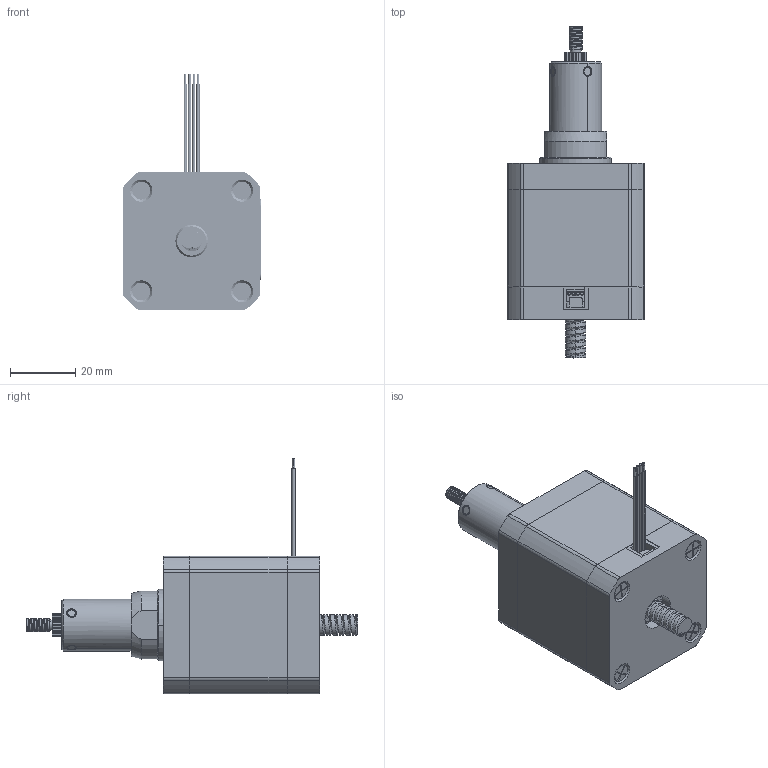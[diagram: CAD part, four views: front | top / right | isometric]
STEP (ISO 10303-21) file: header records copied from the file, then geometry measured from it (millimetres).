
FILE_DESCRIPTION (( 'STEP AP214' ), '1' );
FILE_NAME ('17K22-25.STEP', '2023-03-07T07:48:08', ( '' ), ( '' ), 'SwSTEP 2.0', 'SolidWorks 2022', '' );
FILE_SCHEMA (( 'AUTOMOTIVE_DESIGN' ));
Length unit declared in the file: millimetre
Products named in the file (30): 06-291.STP; 07-004双叠厚磁钢.STP; 03-037-8（17N2049转子总成攻丝，S导程）.STP; 03-016（17H2049直线电机转子铁芯 ）.STP; 04-607-15.STP; 09-007-3（绿）.STP; 12-007护线套.STP; 04-064注塑体.STP; 09-007-4（绿白）.STP; 10-009磁钢.STP; 11-008（M3X43平头）.STP; 09-007-1（红）.STP; 05-0108-6.STP; 注塑导体.STP; 15-001-033(17H2049漆包线）.STP; 04-014（17N2049转子轴）.STP; 17K22-25; 01-008前盖.STP; 17K22-25.STP; 42双厚铭牌.STP; 01-009后盖.STP; 04-064（17N2049注塑铜轴).STP; 02-022（双叠厚定子铁芯）.STP; 09-007-2（红白）.STP; 07-010轴承.STP; 12-018-3（17H2049骨架）.STP; 02-023-2(1.2A,双叠厚定子组件）.STP; 花键轴 - 注塑.STP; 04-602-7.STP; 10-003（调整垫）.STP
Assembly tree (38 placements, depth 5):
  17K22-25
    17K22-25.STP
      02-023-2(1.2A,双叠厚定子组件）.STP
        02-022（双叠厚定子铁芯）.STP
        15-001-033(17H2049漆包线）.STP
        12-018-3（17H2049骨架）.STP  x2
        09-007-1（红）.STP
        09-007-2（红白）.STP
        09-007-3（绿）.STP
        09-007-4（绿白）.STP
      03-037-8（17N2049转子总成攻丝，S导程）.STP
        04-064（17N2049注塑铜轴).STP
          04-014（17N2049转子轴）.STP
          04-064注塑体.STP
        03-016（17H2049直线电机转子铁芯 ）.STP  x4
        07-004双叠厚磁钢.STP  x2
        10-009磁钢.STP
      04-602-7.STP
        注塑导体.STP
        花键轴 - 注塑.STP
      01-008前盖.STP
      01-009后盖.STP
      07-010轴承.STP  x2
      12-007护线套.STP
      10-003（调整垫）.STP
      11-008（M3X43平头）.STP  x4
      06-291.STP
      05-0108-6.STP
      04-607-15.STP
      42双厚铭牌.STP
Bounding box: 42.4 x 102.1 x 72.35 mm (x, y, z)
Volume: 68907.3 mm3; surface area: 79745.6 mm2
Topology: 58 solids, 58 shells, 3091 faces, 8715 edges, 5739 vertices
Faces by surface type: cylinder 1711, plane 1248, cone 74, torus 44, bspline 14
Entity records: 75578 total; most frequent: CARTESIAN_POINT 30966, DIRECTION 9295, ORIENTED_EDGE 9222, EDGE_CURVE 4611, AXIS2_PLACEMENT_3D 3415, VERTEX_POINT 3015, LINE 2465, VECTOR 2465
